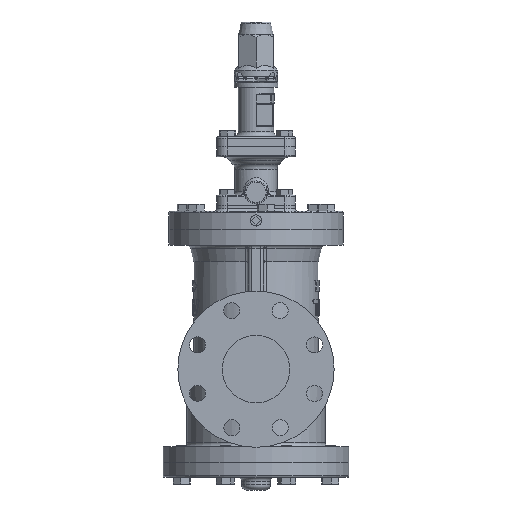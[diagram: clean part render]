
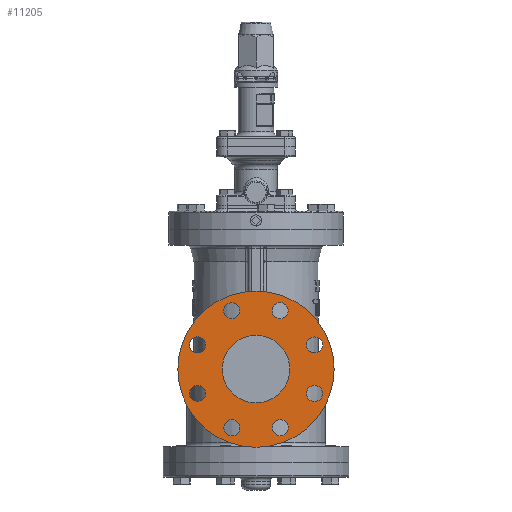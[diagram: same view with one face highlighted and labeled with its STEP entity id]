
A CAD part, left-side view. The second image highlights one B-rep face of the part: STEP entity #11205.
In plain terms, the highlighted planar face has unit normal (-1, 0, 0).
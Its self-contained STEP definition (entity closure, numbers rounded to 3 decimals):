
#748=FACE_BOUND('',#1717,.T.);
#749=FACE_BOUND('',#1718,.T.);
#750=FACE_BOUND('',#1719,.T.);
#751=FACE_BOUND('',#1720,.T.);
#752=FACE_BOUND('',#1721,.T.);
#753=FACE_BOUND('',#1722,.T.);
#754=FACE_BOUND('',#1723,.T.);
#755=FACE_BOUND('',#1724,.T.);
#756=FACE_BOUND('',#1725,.T.);
#936=FACE_OUTER_BOUND('',#1716,.T.);
#1716=EDGE_LOOP('',(#7637));
#1717=EDGE_LOOP('',(#7638));
#1718=EDGE_LOOP('',(#7639));
#1719=EDGE_LOOP('',(#7640));
#1720=EDGE_LOOP('',(#7641));
#1721=EDGE_LOOP('',(#7642));
#1722=EDGE_LOOP('',(#7643));
#1723=EDGE_LOOP('',(#7644));
#1724=EDGE_LOOP('',(#7645));
#1725=EDGE_LOOP('',(#7646));
#2581=CIRCLE('',#11979,92.5);
#2582=CIRCLE('',#11981,9.5);
#2583=CIRCLE('',#11983,9.5);
#2584=CIRCLE('',#11985,9.5);
#2585=CIRCLE('',#11987,9.5);
#2586=CIRCLE('',#11989,9.5);
#2587=CIRCLE('',#11991,9.5);
#2588=CIRCLE('',#11993,9.5);
#2589=CIRCLE('',#11995,40.);
#2591=CIRCLE('',#11999,9.5);
#4829=VERTEX_POINT('',#16783);
#4830=VERTEX_POINT('',#16786);
#4831=VERTEX_POINT('',#16789);
#4832=VERTEX_POINT('',#16792);
#4833=VERTEX_POINT('',#16795);
#4834=VERTEX_POINT('',#16798);
#4835=VERTEX_POINT('',#16801);
#4836=VERTEX_POINT('',#16804);
#4837=VERTEX_POINT('',#16807);
#4839=VERTEX_POINT('',#16813);
#5903=EDGE_CURVE('',#4829,#4829,#2581,.T.);
#5904=EDGE_CURVE('',#4830,#4830,#2582,.T.);
#5905=EDGE_CURVE('',#4831,#4831,#2583,.T.);
#5906=EDGE_CURVE('',#4832,#4832,#2584,.T.);
#5907=EDGE_CURVE('',#4833,#4833,#2585,.T.);
#5908=EDGE_CURVE('',#4834,#4834,#2586,.T.);
#5909=EDGE_CURVE('',#4835,#4835,#2587,.T.);
#5910=EDGE_CURVE('',#4836,#4836,#2588,.T.);
#5911=EDGE_CURVE('',#4837,#4837,#2589,.T.);
#5913=EDGE_CURVE('',#4839,#4839,#2591,.T.);
#7637=ORIENTED_EDGE('',*,*,#5903,.F.);
#7638=ORIENTED_EDGE('',*,*,#5904,.T.);
#7639=ORIENTED_EDGE('',*,*,#5905,.T.);
#7640=ORIENTED_EDGE('',*,*,#5906,.T.);
#7641=ORIENTED_EDGE('',*,*,#5907,.T.);
#7642=ORIENTED_EDGE('',*,*,#5908,.T.);
#7643=ORIENTED_EDGE('',*,*,#5909,.T.);
#7644=ORIENTED_EDGE('',*,*,#5910,.T.);
#7645=ORIENTED_EDGE('',*,*,#5911,.T.);
#7646=ORIENTED_EDGE('',*,*,#5913,.T.);
#10861=PLANE('',#12000);
#11205=ADVANCED_FACE('',(#936,#748,#749,#750,#751,#752,#753,#754,#755,#756),
#10861,.F.);
#11979=AXIS2_PLACEMENT_3D('',#16784,#13253,#13254);
#11981=AXIS2_PLACEMENT_3D('',#16787,#13257,#13258);
#11983=AXIS2_PLACEMENT_3D('',#16790,#13261,#13262);
#11985=AXIS2_PLACEMENT_3D('',#16793,#13265,#13266);
#11987=AXIS2_PLACEMENT_3D('',#16796,#13269,#13270);
#11989=AXIS2_PLACEMENT_3D('',#16799,#13273,#13274);
#11991=AXIS2_PLACEMENT_3D('',#16802,#13277,#13278);
#11993=AXIS2_PLACEMENT_3D('',#16805,#13281,#13282);
#11995=AXIS2_PLACEMENT_3D('',#16808,#13285,#13286);
#11999=AXIS2_PLACEMENT_3D('',#16814,#13293,#13294);
#12000=AXIS2_PLACEMENT_3D('',#16815,#13295,#13296);
#13253=DIRECTION('center_axis',(1.,0.,0.));
#13254=DIRECTION('ref_axis',(0.,0.,1.));
#13257=DIRECTION('center_axis',(1.,0.,0.));
#13258=DIRECTION('ref_axis',(0.,-0.707,-0.707));
#13261=DIRECTION('center_axis',(1.,0.,0.));
#13262=DIRECTION('ref_axis',(0.,-1.,0.));
#13265=DIRECTION('center_axis',(1.,0.,0.));
#13266=DIRECTION('ref_axis',(0.,-0.707,0.707));
#13269=DIRECTION('center_axis',(1.,0.,0.));
#13270=DIRECTION('ref_axis',(0.,0.,1.));
#13273=DIRECTION('center_axis',(1.,0.,0.));
#13274=DIRECTION('ref_axis',(0.,0.707,0.707));
#13277=DIRECTION('center_axis',(1.,0.,0.));
#13278=DIRECTION('ref_axis',(0.,1.,0.));
#13281=DIRECTION('center_axis',(1.,0.,0.));
#13282=DIRECTION('ref_axis',(0.,0.707,-0.707));
#13285=DIRECTION('center_axis',(1.,0.,0.));
#13286=DIRECTION('ref_axis',(0.,0.,-1.));
#13293=DIRECTION('center_axis',(1.,0.,0.));
#13294=DIRECTION('ref_axis',(0.,0.,-1.));
#13295=DIRECTION('center_axis',(1.,0.,0.));
#13296=DIRECTION('ref_axis',(0.,0.,-1.));
#16783=CARTESIAN_POINT('',(-185.,0.,-92.5));
#16784=CARTESIAN_POINT('Origin',(-185.,0.,0.));
#16786=CARTESIAN_POINT('',(-185.,62.573,21.984));
#16787=CARTESIAN_POINT('Origin',(-185.,69.291,28.701));
#16789=CARTESIAN_POINT('',(-185.,59.791,-28.701));
#16790=CARTESIAN_POINT('Origin',(-185.,69.291,-28.701));
#16792=CARTESIAN_POINT('',(-185.,21.984,-62.573));
#16793=CARTESIAN_POINT('Origin',(-185.,28.701,-69.291));
#16795=CARTESIAN_POINT('',(-185.,-28.701,-59.791));
#16796=CARTESIAN_POINT('Origin',(-185.,-28.701,-69.291));
#16798=CARTESIAN_POINT('',(-185.,-62.573,-21.984));
#16799=CARTESIAN_POINT('Origin',(-185.,-69.291,-28.701));
#16801=CARTESIAN_POINT('',(-185.,-59.791,28.701));
#16802=CARTESIAN_POINT('Origin',(-185.,-69.291,28.701));
#16804=CARTESIAN_POINT('',(-185.,-21.984,62.573));
#16805=CARTESIAN_POINT('Origin',(-185.,-28.701,69.291));
#16807=CARTESIAN_POINT('',(-185.,0.,-40.));
#16808=CARTESIAN_POINT('Origin',(-185.,0.,0.));
#16813=CARTESIAN_POINT('',(-185.,28.701,59.791));
#16814=CARTESIAN_POINT('Origin',(-185.,28.701,69.291));
#16815=CARTESIAN_POINT('Origin',(-185.,0.,0.));
